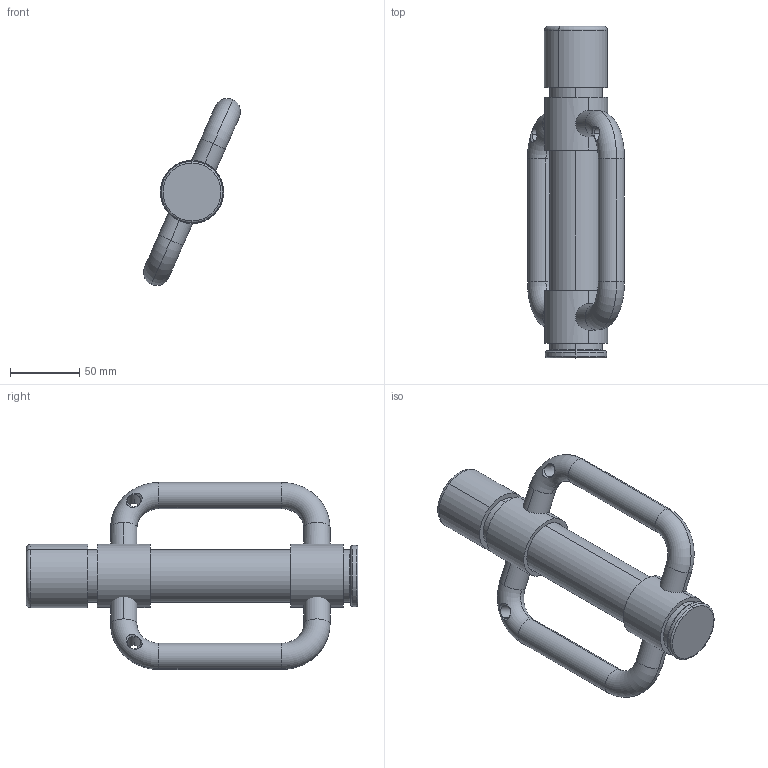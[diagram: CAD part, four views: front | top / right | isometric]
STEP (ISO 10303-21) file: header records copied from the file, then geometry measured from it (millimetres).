
FILE_DESCRIPTION (( 'STEP AP203' ), '1' );
FILE_NAME ('Assem 2 - 1.5x9.STEP', '2013-10-30T03:57:44', ( 'Eug' ), ( '' ), 'SwSTEP 2.0', 'SolidWorks 2013', '' );
FILE_SCHEMA (( 'CONFIG_CONTROL_DESIGN' ));
Length unit declared in the file: inch
Products named in the file (4): Tube1.5x9; Handles1.5x9; Cap1.5x9; Assem 2 - 1.5x9
Assembly tree (3 placements, depth 2):
  Assem 2 - 1.5x9
    Tube1.5x9
    Handles1.5x9
    Cap1.5x9
Bounding box: 70.14 x 240.03 x 135.26 mm (x, y, z)
Volume: 246884.6 mm3; surface area: 115727.1 mm2
Topology: 4 solids, 4 shells, 71 faces, 150 edges, 90 vertices
Faces by surface type: cylinder 34, torus 16, plane 13, cone 8
Entity records: 2830 total; most frequent: CARTESIAN_POINT 823, DIRECTION 382, ORIENTED_EDGE 300, AXIS2_PLACEMENT_3D 169, EDGE_CURVE 150, CIRCLE 92, VERTEX_POINT 90, EDGE_LOOP 82
